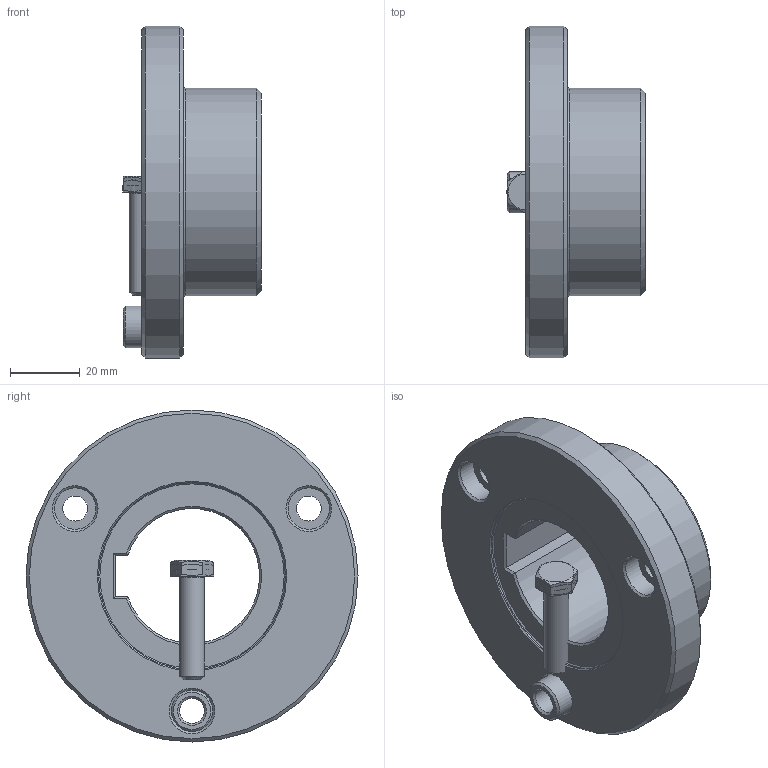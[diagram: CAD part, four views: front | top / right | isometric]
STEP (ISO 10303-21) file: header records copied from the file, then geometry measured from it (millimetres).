
FILE_DESCRIPTION(/* description */ ('STEP AP242','CAx-IF Rec.Pracs.---Representation and Presentation of Product Manufacturing Information (PMI)---4.0---2014-10-13','CAx-IF Rec.Pracs.---3D Tessellated Geometry---0.4---2014-09-14','2;1'),/* implementation_level */ '2;1');
FILE_NAME(/* name */ '675608c6aebe490a25a8cc5d',/* time_stamp */ '2024-12-08T20:59:51Z',/* author */ (''),/* organization */ (''),/* preprocessor_version */ 'ST-DEVELOPER v20',/* originating_system */ 'ONSHAPE BY PTC INC, 1.190',/* authorisation */ ' ');
FILE_SCHEMA (('AP242_MANAGED_MODEL_BASED_3D_ENGINEERING_MIM_LF { 1 0 10303 442 1 1 4 }'));
Length unit declared in the file: metre
Products named in the file (5): ????? 12 ???? 6402-70; ???????; ???? ?12x1,5-6gx50 (S18) ???? 7805-70; ??????; ????? ?12x1,5-6H (S18) ???? 5916-70
Bounding box: 39.6 x 95.06 x 95.06 mm (x, y, z)
Volume: 103142.2 mm3; surface area: 26247.7 mm2
Topology: 5 solids, 5 shells, 76 faces, 155 edges, 95 vertices
Faces by surface type: plane 38, cone 20, cylinder 16, torus 2
Full cylindrical faces by diameter (mm): 6.165 x1, 7.129 x5, 11.882 x4, 53.47 x1, 59.411 x1, 95.058 x1
Entity records: 2956 total; most frequent: CARTESIAN_POINT 1094, DIRECTION 323, ORIENTED_EDGE 242, AXIS2_PLACEMENT_3D 141, EDGE_LOOP 127, FACE_BOUND 127, EDGE_CURVE 121, VERTEX_POINT 94
